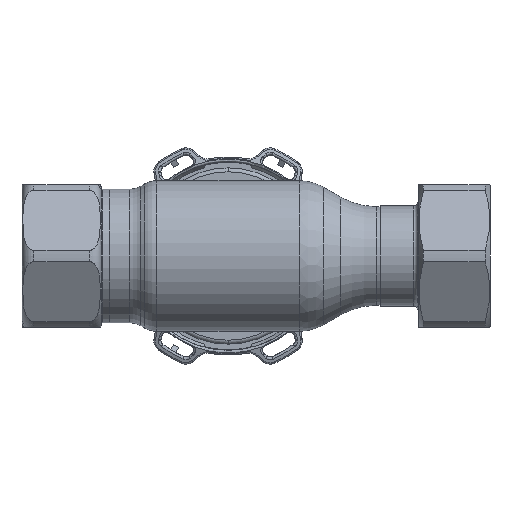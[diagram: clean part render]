
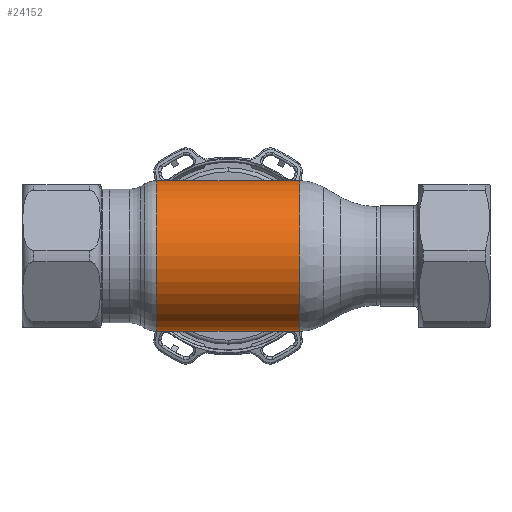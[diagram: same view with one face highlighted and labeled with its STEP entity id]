
A CAD part, front view. The second image highlights one B-rep face of the part: STEP entity #24152.
In plain terms, the highlighted cylindrical face has radius 19 mm (diameter 38 mm), a partial arc.
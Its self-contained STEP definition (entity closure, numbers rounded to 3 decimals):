
#1202 = DIRECTION ( 'NONE',  ( 1., 0., 0. ) ) ;
#2498 = AXIS2_PLACEMENT_3D ( 'NONE', #2635, #21710, #13563 ) ;
#2635 = CARTESIAN_POINT ( 'NONE',  ( 18.035, 0., 0. ) ) ;
#5062 = AXIS2_PLACEMENT_3D ( 'NONE', #12115, #6876, #28994 ) ;
#5167 = CARTESIAN_POINT ( 'NONE',  ( 62.69, 0., 0. ) ) ;
#6501 = CARTESIAN_POINT ( 'NONE',  ( 62.69, 0., -19. ) ) ;
#6876 = DIRECTION ( 'NONE',  ( 1., 0., 0. ) ) ;
#7780 = EDGE_LOOP ( 'NONE', ( #17282, #21518, #33449, #9224 ) ) ;
#7896 = CYLINDRICAL_SURFACE ( 'NONE', #11748, 19. ) ;
#9224 = ORIENTED_EDGE ( 'NONE', *, *, #24709, .F. ) ;
#9558 = LINE ( 'NONE', #6501, #18891 ) ;
#10401 = DIRECTION ( 'NONE',  ( 1., 0., 0. ) ) ;
#10870 = EDGE_CURVE ( 'NONE', #33744, #28626, #9558, .T. ) ;
#11709 = EDGE_CURVE ( 'NONE', #23705, #27137, #26074, .T. ) ;
#11748 = AXIS2_PLACEMENT_3D ( 'NONE', #5167, #29681, #13514 ) ;
#11796 = EDGE_CURVE ( 'NONE', #23705, #33744, #20697, .T. ) ;
#12115 = CARTESIAN_POINT ( 'NONE',  ( -18.035, 0., 0. ) ) ;
#13514 = DIRECTION ( 'NONE',  ( 0., 0., -1. ) ) ;
#13563 = DIRECTION ( 'NONE',  ( 0., 0., -1. ) ) ;
#13609 = CARTESIAN_POINT ( 'NONE',  ( 18.035, 0., -19. ) ) ;
#15391 = CARTESIAN_POINT ( 'NONE',  ( 62.69, 0., 19. ) ) ;
#15859 = CIRCLE ( 'NONE', #2498, 19. ) ;
#15888 = FACE_OUTER_BOUND ( 'NONE', #7780, .T. ) ;
#17282 = ORIENTED_EDGE ( 'NONE', *, *, #11709, .F. ) ;
#17766 = CARTESIAN_POINT ( 'NONE',  ( -18.035, 0., 19. ) ) ;
#18891 = VECTOR ( 'NONE', #10401, 1000. ) ;
#20697 = CIRCLE ( 'NONE', #5062, 19. ) ;
#21518 = ORIENTED_EDGE ( 'NONE', *, *, #11796, .T. ) ;
#21710 = DIRECTION ( 'NONE',  ( 1., 0., 0. ) ) ;
#23705 = VERTEX_POINT ( 'NONE', #17766 ) ;
#24152 = ADVANCED_FACE ( 'NONE', ( #15888 ), #7896, .T. ) ;
#24709 = EDGE_CURVE ( 'NONE', #27137, #28626, #15859, .T. ) ;
#26074 = LINE ( 'NONE', #15391, #30549 ) ;
#26333 = CARTESIAN_POINT ( 'NONE',  ( -18.035, 0., -19. ) ) ;
#27137 = VERTEX_POINT ( 'NONE', #30050 ) ;
#28626 = VERTEX_POINT ( 'NONE', #13609 ) ;
#28994 = DIRECTION ( 'NONE',  ( 0., 0., -1. ) ) ;
#29681 = DIRECTION ( 'NONE',  ( 1., 0., 0. ) ) ;
#30050 = CARTESIAN_POINT ( 'NONE',  ( 18.035, 0., 19. ) ) ;
#30549 = VECTOR ( 'NONE', #1202, 1000. ) ;
#33449 = ORIENTED_EDGE ( 'NONE', *, *, #10870, .T. ) ;
#33744 = VERTEX_POINT ( 'NONE', #26333 ) ;
